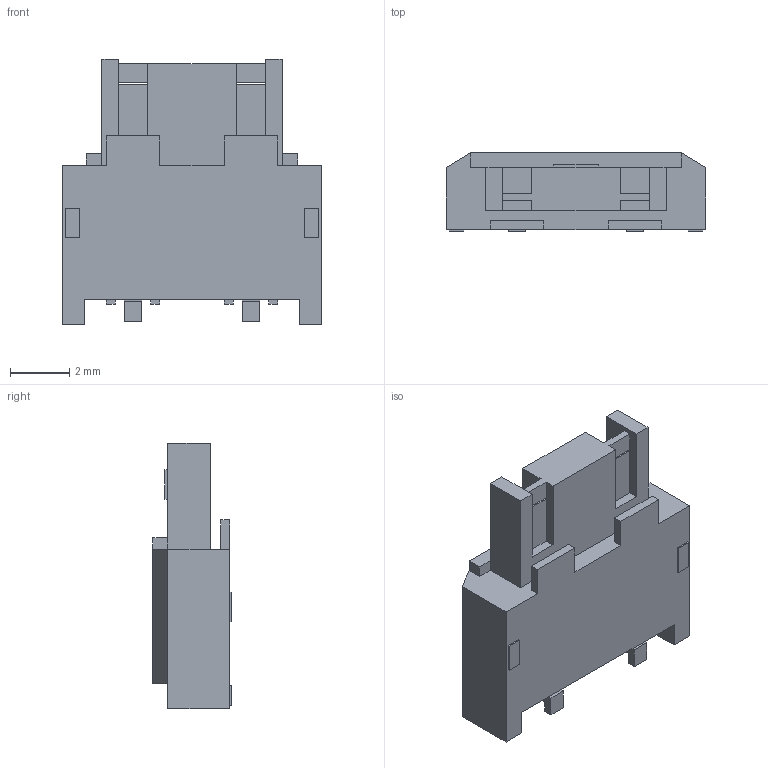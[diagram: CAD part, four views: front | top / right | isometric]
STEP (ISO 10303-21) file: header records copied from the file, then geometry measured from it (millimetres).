
FILE_DESCRIPTION (( 'STEP AP203' ), '1' );
FILE_NAME ('02P-LEBSS-TF.STEP', '2011-10-28T01:19:46', ( 'm-naganawa' ), ( 'Microsoft' ), 'SwSTEP 2.0', 'SolidWorks 2005235', '' );
FILE_SCHEMA (( 'CONFIG_CONTROL_DESIGN' ));
Length unit declared in the file: millimetre
Products named in the file (1): 02P-LEBSS-TF
Bounding box: 8.8 x 2.65 x 9 mm (x, y, z)
Volume: 133.1 mm3; surface area: 240.3 mm2
Topology: 1 solids, 1 shells, 112 faces, 301 edges, 196 vertices
Faces by surface type: plane 112
Entity records: 3502 total; most frequent: CARTESIAN_POINT 610, ORIENTED_EDGE 602, DIRECTION 527, LINE 301, VECTOR 301, EDGE_CURVE 301, VERTEX_POINT 196, EDGE_LOOP 123
